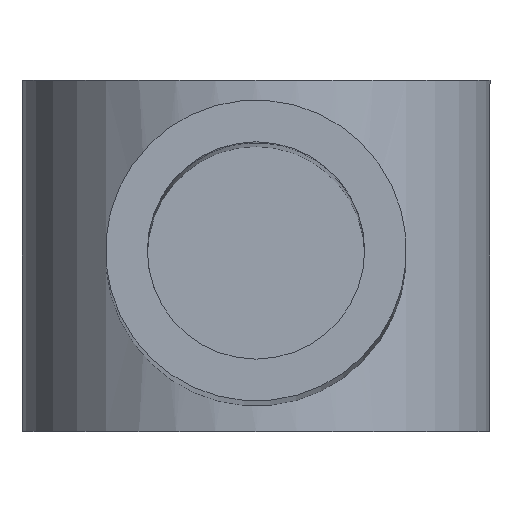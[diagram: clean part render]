
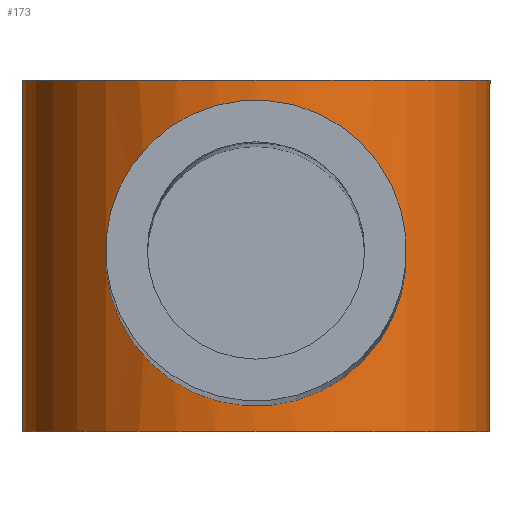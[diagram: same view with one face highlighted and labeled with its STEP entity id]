
A CAD part, top view. The second image highlights one B-rep face of the part: STEP entity #173.
In plain terms, the highlighted cylindrical face has radius 70 mm (diameter 140 mm), a full revolution.
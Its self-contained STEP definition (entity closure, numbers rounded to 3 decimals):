
#18=B_SPLINE_CURVE_WITH_KNOTS('',3,(#309,#310,#311,#312,#313,#314,#315,
#316,#317,#318,#319,#320,#321,#322,#323,#324,#325,#326,#327,#328,#329,#330,
#331,#332,#333,#334,#335,#336,#337,#338,#339,#340,#341,#342,#343,#344,#345,
#346,#347,#348,#349,#350,#351,#352,#353,#354,#355,#356,#357,#358,#359,#360,
#361,#362,#363,#364,#365,#366,#367,#368,#369,#370,#371,#372,#373,#374),
 .UNSPECIFIED.,.T.,.F.,(4,2,2,2,2,2,2,2,2,2,2,2,2,2,2,2,2,2,2,2,2,2,2,2,
2,2,2,2,2,2,2,2,4),(0.,0.623,1.247,1.87,
2.493,3.115,3.737,4.359,4.982,
5.604,6.226,6.848,7.47,8.093,
8.716,9.34,9.963,10.586,11.21,
11.833,12.456,13.078,13.7,14.322,
14.945,15.567,16.189,16.811,17.433,
18.056,18.679,19.303,19.926),
 .UNSPECIFIED.);
#23=FACE_BOUND('',#56,.T.);
#40=FACE_OUTER_BOUND('',#55,.T.);
#55=EDGE_LOOP('',(#151,#152,#153,#154));
#56=EDGE_LOOP('',(#155));
#62=LINE('',#382,#68);
#68=VECTOR('',#270,50.);
#80=CIRCLE('',#209,70.);
#81=CIRCLE('',#211,70.);
#93=VERTEX_POINT('',#307);
#94=VERTEX_POINT('',#376);
#95=VERTEX_POINT('',#379);
#112=EDGE_CURVE('',#93,#93,#18,.F.);
#113=EDGE_CURVE('',#94,#94,#80,.T.);
#114=EDGE_CURVE('',#95,#95,#81,.F.);
#115=EDGE_CURVE('',#95,#94,#62,.T.);
#151=ORIENTED_EDGE('',*,*,#114,.F.);
#152=ORIENTED_EDGE('',*,*,#115,.T.);
#153=ORIENTED_EDGE('',*,*,#113,.F.);
#154=ORIENTED_EDGE('',*,*,#115,.F.);
#155=ORIENTED_EDGE('',*,*,#112,.T.);
#161=CYLINDRICAL_SURFACE('',#212,70.);
#173=ADVANCED_FACE('',(#40,#23),#161,.T.);
#209=AXIS2_PLACEMENT_3D('',#377,#262,#263);
#211=AXIS2_PLACEMENT_3D('',#380,#266,#267);
#212=AXIS2_PLACEMENT_3D('',#381,#268,#269);
#262=DIRECTION('center_axis',(0.,-1.,0.));
#263=DIRECTION('ref_axis',(1.,0.,0.));
#266=DIRECTION('center_axis',(0.,-1.,0.));
#267=DIRECTION('ref_axis',(1.,0.,0.));
#268=DIRECTION('center_axis',(0.,1.,0.));
#269=DIRECTION('ref_axis',(1.,0.,0.));
#270=DIRECTION('',(0.,-1.,0.));
#307=CARTESIAN_POINT('',(32.5,0.,61.998));
#309=CARTESIAN_POINT('Ctrl Pts',(32.5,0.,61.998));
#310=CARTESIAN_POINT('Ctrl Pts',(32.5,2.078,61.998));
#311=CARTESIAN_POINT('Ctrl Pts',(32.298,4.214,62.105));
#312=CARTESIAN_POINT('Ctrl Pts',(31.459,8.44,62.534));
#313=CARTESIAN_POINT('Ctrl Pts',(30.823,10.53,62.855));
#314=CARTESIAN_POINT('Ctrl Pts',(29.156,14.521,63.646));
#315=CARTESIAN_POINT('Ctrl Pts',(28.124,16.426,64.115));
#316=CARTESIAN_POINT('Ctrl Pts',(25.75,19.943,65.105));
#317=CARTESIAN_POINT('Ctrl Pts',(24.408,21.554,65.624));
#318=CARTESIAN_POINT('Ctrl Pts',(21.557,24.405,66.615));
#319=CARTESIAN_POINT('Ctrl Pts',(19.947,25.746,67.123));
#320=CARTESIAN_POINT('Ctrl Pts',(16.429,28.122,68.069));
#321=CARTESIAN_POINT('Ctrl Pts',(14.522,29.155,68.507));
#322=CARTESIAN_POINT('Ctrl Pts',(10.527,30.824,69.234));
#323=CARTESIAN_POINT('Ctrl Pts',(8.435,31.46,69.522));
#324=CARTESIAN_POINT('Ctrl Pts',(4.208,32.298,69.906));
#325=CARTESIAN_POINT('Ctrl Pts',(2.074,32.5,70.));
#326=CARTESIAN_POINT('Ctrl Pts',(-2.074,32.5,70.));
#327=CARTESIAN_POINT('Ctrl Pts',(-4.208,32.298,69.906));
#328=CARTESIAN_POINT('Ctrl Pts',(-8.435,31.46,69.522));
#329=CARTESIAN_POINT('Ctrl Pts',(-10.527,30.824,69.234));
#330=CARTESIAN_POINT('Ctrl Pts',(-14.522,29.155,68.507));
#331=CARTESIAN_POINT('Ctrl Pts',(-16.429,28.122,68.069));
#332=CARTESIAN_POINT('Ctrl Pts',(-19.947,25.746,67.123));
#333=CARTESIAN_POINT('Ctrl Pts',(-21.557,24.405,66.615));
#334=CARTESIAN_POINT('Ctrl Pts',(-24.408,21.554,65.624));
#335=CARTESIAN_POINT('Ctrl Pts',(-25.75,19.943,65.105));
#336=CARTESIAN_POINT('Ctrl Pts',(-28.124,16.426,64.115));
#337=CARTESIAN_POINT('Ctrl Pts',(-29.156,14.521,63.646));
#338=CARTESIAN_POINT('Ctrl Pts',(-30.823,10.53,62.855));
#339=CARTESIAN_POINT('Ctrl Pts',(-31.459,8.44,62.534));
#340=CARTESIAN_POINT('Ctrl Pts',(-32.298,4.214,62.105));
#341=CARTESIAN_POINT('Ctrl Pts',(-32.5,2.078,61.998));
#342=CARTESIAN_POINT('Ctrl Pts',(-32.5,-2.078,61.998));
#343=CARTESIAN_POINT('Ctrl Pts',(-32.298,-4.214,62.105));
#344=CARTESIAN_POINT('Ctrl Pts',(-31.459,-8.44,62.534));
#345=CARTESIAN_POINT('Ctrl Pts',(-30.823,-10.53,62.855));
#346=CARTESIAN_POINT('Ctrl Pts',(-29.156,-14.521,63.646));
#347=CARTESIAN_POINT('Ctrl Pts',(-28.124,-16.426,64.115));
#348=CARTESIAN_POINT('Ctrl Pts',(-25.75,-19.943,65.105));
#349=CARTESIAN_POINT('Ctrl Pts',(-24.408,-21.554,65.624));
#350=CARTESIAN_POINT('Ctrl Pts',(-21.557,-24.405,66.615));
#351=CARTESIAN_POINT('Ctrl Pts',(-19.947,-25.746,67.123));
#352=CARTESIAN_POINT('Ctrl Pts',(-16.429,-28.122,68.069));
#353=CARTESIAN_POINT('Ctrl Pts',(-14.522,-29.155,68.507));
#354=CARTESIAN_POINT('Ctrl Pts',(-10.527,-30.824,69.234));
#355=CARTESIAN_POINT('Ctrl Pts',(-8.435,-31.46,69.522));
#356=CARTESIAN_POINT('Ctrl Pts',(-4.208,-32.298,69.906));
#357=CARTESIAN_POINT('Ctrl Pts',(-2.074,-32.5,70.));
#358=CARTESIAN_POINT('Ctrl Pts',(2.074,-32.5,70.));
#359=CARTESIAN_POINT('Ctrl Pts',(4.208,-32.298,69.906));
#360=CARTESIAN_POINT('Ctrl Pts',(8.435,-31.46,69.522));
#361=CARTESIAN_POINT('Ctrl Pts',(10.527,-30.824,69.234));
#362=CARTESIAN_POINT('Ctrl Pts',(14.522,-29.155,68.507));
#363=CARTESIAN_POINT('Ctrl Pts',(16.429,-28.122,68.069));
#364=CARTESIAN_POINT('Ctrl Pts',(19.947,-25.746,67.123));
#365=CARTESIAN_POINT('Ctrl Pts',(21.557,-24.405,66.615));
#366=CARTESIAN_POINT('Ctrl Pts',(24.408,-21.554,65.624));
#367=CARTESIAN_POINT('Ctrl Pts',(25.75,-19.943,65.105));
#368=CARTESIAN_POINT('Ctrl Pts',(28.124,-16.426,64.115));
#369=CARTESIAN_POINT('Ctrl Pts',(29.156,-14.521,63.646));
#370=CARTESIAN_POINT('Ctrl Pts',(30.823,-10.53,62.855));
#371=CARTESIAN_POINT('Ctrl Pts',(31.459,-8.44,62.534));
#372=CARTESIAN_POINT('Ctrl Pts',(32.298,-4.214,62.105));
#373=CARTESIAN_POINT('Ctrl Pts',(32.5,-2.078,61.998));
#374=CARTESIAN_POINT('Ctrl Pts',(32.5,0.,61.998));
#376=CARTESIAN_POINT('',(-70.,-52.5,0.));
#377=CARTESIAN_POINT('Origin',(0.,-52.5,0.));
#379=CARTESIAN_POINT('',(-70.,52.5,0.));
#380=CARTESIAN_POINT('Origin',(0.,52.5,0.));
#381=CARTESIAN_POINT('Origin',(0.,0.,0.));
#382=CARTESIAN_POINT('',(-70.,0.,0.));
